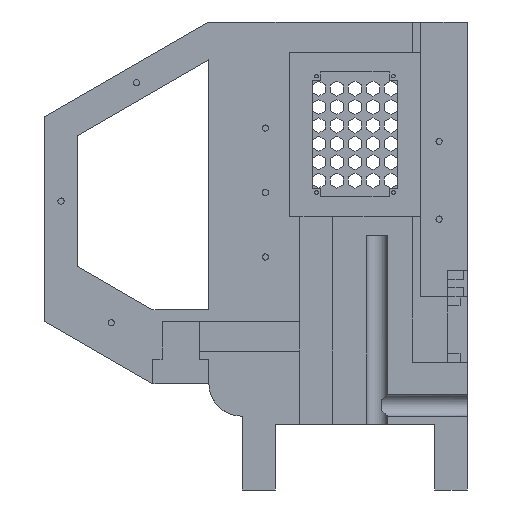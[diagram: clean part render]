
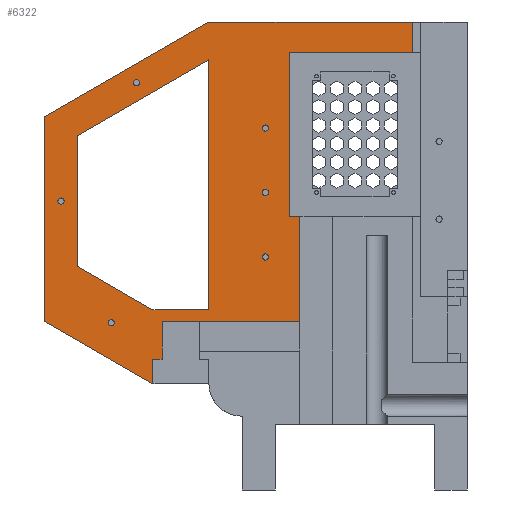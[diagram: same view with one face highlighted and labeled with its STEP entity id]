
A CAD part, front view. The second image highlights one B-rep face of the part: STEP entity #6322.
In plain terms, the highlighted planar face has unit normal (0, -1, 0).
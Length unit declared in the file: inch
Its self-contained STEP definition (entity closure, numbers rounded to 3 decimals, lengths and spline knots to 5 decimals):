
#62=FACE_BOUND('',#955,.T.);
#63=FACE_BOUND('',#956,.T.);
#64=FACE_BOUND('',#957,.T.);
#65=FACE_BOUND('',#958,.T.);
#66=FACE_BOUND('',#959,.T.);
#67=FACE_BOUND('',#960,.T.);
#68=FACE_BOUND('',#961,.T.);
#310=PLANE('',#6688);
#607=FACE_OUTER_BOUND('',#954,.T.);
#954=EDGE_LOOP('',(#5368,#5369,#5370,#5371,#5372,#5373,#5374,#5375,#5376,
#5377,#5378,#5379,#5380));
#955=EDGE_LOOP('',(#5381));
#956=EDGE_LOOP('',(#5382));
#957=EDGE_LOOP('',(#5383));
#958=EDGE_LOOP('',(#5384));
#959=EDGE_LOOP('',(#5385));
#960=EDGE_LOOP('',(#5386));
#961=EDGE_LOOP('',(#5387,#5388,#5389,#5390,#5391));
#1343=LINE('',#9012,#2167);
#1704=LINE('',#9738,#2528);
#1706=LINE('',#9741,#2530);
#1714=LINE('',#9762,#2538);
#1716=LINE('',#9766,#2540);
#1730=LINE('',#9795,#2554);
#1732=LINE('',#9799,#2556);
#1733=LINE('',#9801,#2557);
#1734=LINE('',#9803,#2558);
#1735=LINE('',#9805,#2559);
#1736=LINE('',#9807,#2560);
#1737=LINE('',#9809,#2561);
#1738=LINE('',#9810,#2562);
#1739=LINE('',#9812,#2563);
#1740=LINE('',#9814,#2564);
#1741=LINE('',#9815,#2565);
#1742=LINE('',#9817,#2566);
#1743=LINE('',#9818,#2567);
#2167=VECTOR('',#7223,0.3937);
#2528=VECTOR('',#7934,0.3937);
#2530=VECTOR('',#7938,0.3937);
#2538=VECTOR('',#7958,0.3937);
#2540=VECTOR('',#7962,0.3937);
#2554=VECTOR('',#7982,0.3937);
#2556=VECTOR('',#7986,0.3937);
#2557=VECTOR('',#7987,0.3937);
#2558=VECTOR('',#7988,0.3937);
#2559=VECTOR('',#7989,0.3937);
#2560=VECTOR('',#7990,0.3937);
#2561=VECTOR('',#7991,0.3937);
#2562=VECTOR('',#7992,0.3937);
#2563=VECTOR('',#7993,0.3937);
#2564=VECTOR('',#7994,0.3937);
#2565=VECTOR('',#7995,0.3937);
#2566=VECTOR('',#7996,0.3937);
#2567=VECTOR('',#7997,0.3937);
#2738=CIRCLE('',#6449,0.0945);
#2740=CIRCLE('',#6453,0.0945);
#2742=CIRCLE('',#6457,0.0945);
#2748=CIRCLE('',#6469,0.0945);
#2750=CIRCLE('',#6473,0.0945);
#2752=CIRCLE('',#6477,0.0945);
#2831=VERTEX_POINT('',#8505);
#2833=VERTEX_POINT('',#8512);
#2835=VERTEX_POINT('',#8519);
#2841=VERTEX_POINT('',#8540);
#2843=VERTEX_POINT('',#8547);
#2845=VERTEX_POINT('',#8554);
#3056=VERTEX_POINT('',#9009);
#3057=VERTEX_POINT('',#9011);
#3246=VERTEX_POINT('',#9735);
#3247=VERTEX_POINT('',#9737);
#3253=VERTEX_POINT('',#9759);
#3254=VERTEX_POINT('',#9761);
#3255=VERTEX_POINT('',#9765);
#3266=VERTEX_POINT('',#9792);
#3267=VERTEX_POINT('',#9794);
#3268=VERTEX_POINT('',#9798);
#3269=VERTEX_POINT('',#9800);
#3270=VERTEX_POINT('',#9802);
#3271=VERTEX_POINT('',#9804);
#3272=VERTEX_POINT('',#9806);
#3273=VERTEX_POINT('',#9808);
#3274=VERTEX_POINT('',#9811);
#3275=VERTEX_POINT('',#9813);
#3276=VERTEX_POINT('',#9816);
#3435=EDGE_CURVE('',#2831,#2831,#2738,.T.);
#3438=EDGE_CURVE('',#2833,#2833,#2740,.T.);
#3441=EDGE_CURVE('',#2835,#2835,#2742,.T.);
#3450=EDGE_CURVE('',#2841,#2841,#2748,.T.);
#3453=EDGE_CURVE('',#2843,#2843,#2750,.T.);
#3456=EDGE_CURVE('',#2845,#2845,#2752,.T.);
#3677=EDGE_CURVE('',#3057,#3056,#1343,.T.);
#4040=EDGE_CURVE('',#3247,#3246,#1704,.T.);
#4042=EDGE_CURVE('',#3247,#3056,#1706,.T.);
#4052=EDGE_CURVE('',#3253,#3254,#1714,.T.);
#4054=EDGE_CURVE('',#3254,#3255,#1716,.T.);
#4068=EDGE_CURVE('',#3267,#3266,#1730,.T.);
#4070=EDGE_CURVE('',#3267,#3268,#1732,.T.);
#4071=EDGE_CURVE('',#3269,#3266,#1733,.T.);
#4072=EDGE_CURVE('',#3270,#3269,#1734,.T.);
#4073=EDGE_CURVE('',#3271,#3270,#1735,.T.);
#4074=EDGE_CURVE('',#3272,#3271,#1736,.T.);
#4075=EDGE_CURVE('',#3273,#3272,#1737,.T.);
#4076=EDGE_CURVE('',#3255,#3273,#1738,.T.);
#4077=EDGE_CURVE('',#3274,#3253,#1739,.T.);
#4078=EDGE_CURVE('',#3275,#3274,#1740,.T.);
#4079=EDGE_CURVE('',#3268,#3275,#1741,.T.);
#4080=EDGE_CURVE('',#3276,#3057,#1742,.T.);
#4081=EDGE_CURVE('',#3246,#3276,#1743,.T.);
#5368=ORIENTED_EDGE('',*,*,#4070,.F.);
#5369=ORIENTED_EDGE('',*,*,#4068,.T.);
#5370=ORIENTED_EDGE('',*,*,#4071,.F.);
#5371=ORIENTED_EDGE('',*,*,#4072,.F.);
#5372=ORIENTED_EDGE('',*,*,#4073,.F.);
#5373=ORIENTED_EDGE('',*,*,#4074,.F.);
#5374=ORIENTED_EDGE('',*,*,#4075,.F.);
#5375=ORIENTED_EDGE('',*,*,#4076,.F.);
#5376=ORIENTED_EDGE('',*,*,#4054,.F.);
#5377=ORIENTED_EDGE('',*,*,#4052,.F.);
#5378=ORIENTED_EDGE('',*,*,#4077,.F.);
#5379=ORIENTED_EDGE('',*,*,#4078,.F.);
#5380=ORIENTED_EDGE('',*,*,#4079,.F.);
#5381=ORIENTED_EDGE('',*,*,#3435,.F.);
#5382=ORIENTED_EDGE('',*,*,#3438,.F.);
#5383=ORIENTED_EDGE('',*,*,#3441,.F.);
#5384=ORIENTED_EDGE('',*,*,#3450,.F.);
#5385=ORIENTED_EDGE('',*,*,#3453,.F.);
#5386=ORIENTED_EDGE('',*,*,#3456,.F.);
#5387=ORIENTED_EDGE('',*,*,#4080,.T.);
#5388=ORIENTED_EDGE('',*,*,#3677,.T.);
#5389=ORIENTED_EDGE('',*,*,#4042,.F.);
#5390=ORIENTED_EDGE('',*,*,#4040,.T.);
#5391=ORIENTED_EDGE('',*,*,#4081,.T.);
#6322=ADVANCED_FACE('',(#607,#62,#63,#64,#65,#66,#67,#68),#310,.F.);
#6449=AXIS2_PLACEMENT_3D('',#8506,#6904,#6905);
#6453=AXIS2_PLACEMENT_3D('',#8513,#6913,#6914);
#6457=AXIS2_PLACEMENT_3D('',#8520,#6922,#6923);
#6469=AXIS2_PLACEMENT_3D('',#8541,#6949,#6950);
#6473=AXIS2_PLACEMENT_3D('',#8548,#6958,#6959);
#6477=AXIS2_PLACEMENT_3D('',#8555,#6967,#6968);
#6688=AXIS2_PLACEMENT_3D('',#9797,#7984,#7985);
#6904=DIRECTION('center_axis',(0.,-1.,0.));
#6905=DIRECTION('ref_axis',(0.,0.,1.));
#6913=DIRECTION('center_axis',(0.,-1.,0.));
#6914=DIRECTION('ref_axis',(0.,0.,1.));
#6922=DIRECTION('center_axis',(0.,-1.,0.));
#6923=DIRECTION('ref_axis',(0.,0.,1.));
#6949=DIRECTION('center_axis',(0.,-1.,0.));
#6950=DIRECTION('ref_axis',(0.,0.,1.));
#6958=DIRECTION('center_axis',(0.,-1.,0.));
#6959=DIRECTION('ref_axis',(0.,0.,1.));
#6967=DIRECTION('center_axis',(0.,-1.,0.));
#6968=DIRECTION('ref_axis',(0.,0.,1.));
#7223=DIRECTION('',(0.,0.,-1.));
#7934=DIRECTION('',(-0.866,0.,0.5));
#7938=DIRECTION('',(1.,0.,0.));
#7958=DIRECTION('',(-0.866,0.,0.5));
#7962=DIRECTION('',(0.,0.,1.));
#7982=DIRECTION('',(0.,0.,1.));
#7984=DIRECTION('center_axis',(0.,1.,0.));
#7985=DIRECTION('ref_axis',(-1.,0.,0.));
#7986=DIRECTION('',(-1.,0.,0.));
#7987=DIRECTION('',(1.,0.,0.));
#7988=DIRECTION('',(0.,0.,-1.));
#7989=DIRECTION('',(-1.,0.,0.));
#7990=DIRECTION('',(0.,0.,-1.));
#7991=DIRECTION('',(1.,0.,0.));
#7992=DIRECTION('',(0.866,0.,0.5));
#7993=DIRECTION('',(0.,0.,-1.));
#7994=DIRECTION('',(-1.,0.,0.));
#7995=DIRECTION('',(0.,0.,-1.));
#7996=DIRECTION('',(0.866,0.,0.5));
#7997=DIRECTION('',(0.,0.,1.));
#8505=CARTESIAN_POINT('',(-8.774,-0.16535,6.7029));
#8506=CARTESIAN_POINT('Origin',(-8.774,-0.16535,6.7974));
#8512=CARTESIAN_POINT('',(-2.5495,-0.16535,5.));
#8513=CARTESIAN_POINT('Origin',(-2.5495,-0.16535,5.0945));
#8519=CARTESIAN_POINT('',(-2.5495,-0.16535,8.926));
#8520=CARTESIAN_POINT('Origin',(-2.5495,-0.16535,9.0205));
#8540=CARTESIAN_POINT('',(-2.5495,-0.16535,6.963));
#8541=CARTESIAN_POINT('Origin',(-2.5495,-0.16535,7.0575));
#8547=CARTESIAN_POINT('',(-6.47709,-0.16535,10.30619));
#8548=CARTESIAN_POINT('Origin',(-6.47709,-0.16535,10.40069));
#8554=CARTESIAN_POINT('',(-7.24256,-0.16535,2.99415));
#8555=CARTESIAN_POINT('Origin',(-7.24256,-0.16535,3.08865));
#9009=CARTESIAN_POINT('',(-4.274,-0.16535,3.4815));
#9011=CARTESIAN_POINT('',(-4.274,-0.16535,11.0953));
#9012=CARTESIAN_POINT('',(-4.274,-0.16535,12.25));
#9735=CARTESIAN_POINT('',(-8.274,-0.16535,4.8094));
#9737=CARTESIAN_POINT('',(-5.974,-0.16535,3.4815));
#9738=CARTESIAN_POINT('',(-5.974,-0.16535,3.4815));
#9741=CARTESIAN_POINT('',(-5.974,-0.16535,3.4815));
#9759=CARTESIAN_POINT('',(-5.974,-0.16535,1.2315));
#9761=CARTESIAN_POINT('',(-9.274,-0.16535,3.13675));
#9762=CARTESIAN_POINT('',(-5.974,-0.16535,1.2315));
#9765=CARTESIAN_POINT('',(-9.274,-0.16535,9.36325));
#9766=CARTESIAN_POINT('',(-9.274,-0.16535,3.13675));
#9792=CARTESIAN_POINT('',(-1.5,-0.16535,6.33006));
#9794=CARTESIAN_POINT('',(-1.5,-0.16535,3.1315));
#9795=CARTESIAN_POINT('',(-1.5,-0.16535,0.));
#9797=CARTESIAN_POINT('Origin',(2.6,-0.16535,0.));
#9798=CARTESIAN_POINT('',(-5.699,-0.16535,3.1315));
#9799=CARTESIAN_POINT('',(-0.9745,-0.16535,3.1315));
#9800=CARTESIAN_POINT('',(-1.825,-0.16535,6.33006));
#9801=CARTESIAN_POINT('',(0.3875,-0.16535,6.33006));
#9802=CARTESIAN_POINT('',(-1.825,-0.16535,11.33006));
#9803=CARTESIAN_POINT('',(-1.825,-0.16535,5.66503));
#9804=CARTESIAN_POINT('',(1.925,-0.16535,11.33006));
#9805=CARTESIAN_POINT('',(2.3875,-0.16535,11.33006));
#9806=CARTESIAN_POINT('',(1.925,-0.16535,12.25));
#9807=CARTESIAN_POINT('',(1.925,-0.16535,5.66503));
#9808=CARTESIAN_POINT('',(-4.274,-0.16535,12.25));
#9809=CARTESIAN_POINT('',(-3.25,-0.16535,12.25));
#9810=CARTESIAN_POINT('',(-9.274,-0.16535,9.36325));
#9811=CARTESIAN_POINT('',(-5.974,-0.16535,1.9815));
#9812=CARTESIAN_POINT('',(-5.974,-0.16535,0.99075));
#9813=CARTESIAN_POINT('',(-5.699,-0.16535,1.9815));
#9814=CARTESIAN_POINT('',(-1.5495,-0.16535,1.9815));
#9815=CARTESIAN_POINT('',(-5.699,-0.16535,1.56575));
#9816=CARTESIAN_POINT('',(-8.274,-0.16535,8.7859));
#9817=CARTESIAN_POINT('',(-8.274,-0.16535,8.7859));
#9818=CARTESIAN_POINT('',(-8.274,-0.16535,4.8094));
